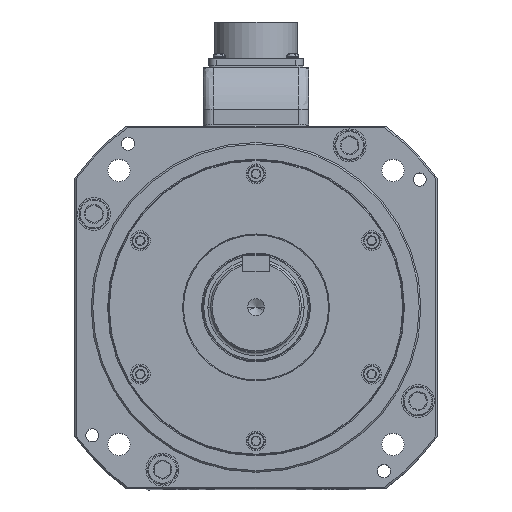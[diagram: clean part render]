
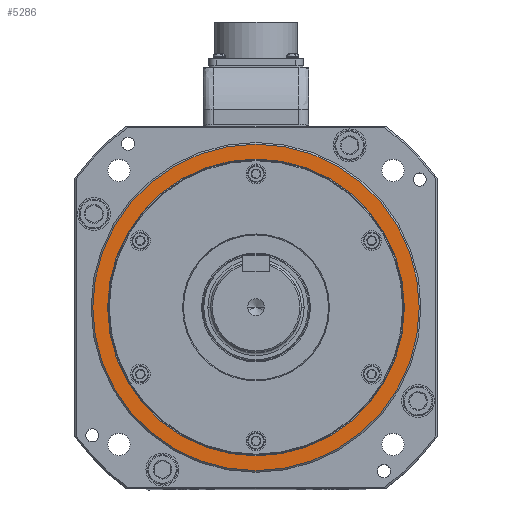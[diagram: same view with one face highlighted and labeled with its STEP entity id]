
A CAD part, top view. The second image highlights one B-rep face of the part: STEP entity #5286.
In plain terms, the highlighted planar face has unit normal (0, 0, 1).
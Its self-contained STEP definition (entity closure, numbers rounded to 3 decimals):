
#3184 = AXIS2_PLACEMENT_3D ( 'NONE', #87736, #87738, #87713 ) ;
#5286 = ADVANCED_FACE ( 'NONE', ( #87734, #87732 ), #87743, .T. ) ;
#7143 = DIRECTION ( 'NONE',  ( 0., 0., 1. ) ) ;
#7154 = DIRECTION ( 'NONE',  ( 1., 0., 0. ) ) ;
#7156 = CARTESIAN_POINT ( 'NONE',  ( 0., 0., 39. ) ) ;
#7322 = CARTESIAN_POINT ( 'NONE',  ( 0., 0., 39. ) ) ;
#7323 = DIRECTION ( 'NONE',  ( 1., 0., 0. ) ) ;
#7330 = DIRECTION ( 'NONE',  ( 0., 0., 1. ) ) ;
#20355 = EDGE_LOOP ( 'NONE', ( #50934, #50882 ) ) ;
#20386 = EDGE_LOOP ( 'NONE', ( #50894, #50913 ) ) ;
#20934 = EDGE_CURVE ( 'NONE', #50908, #50915, #47935, .T. ) ;
#20978 = EDGE_CURVE ( 'NONE', #51003, #50351, #47969, .T. ) ;
#26185 = CIRCLE ( 'NONE', #26217, 90. ) ;
#26217 = AXIS2_PLACEMENT_3D ( 'NONE', #7156, #7143, #7154 ) ;
#26379 = CIRCLE ( 'NONE', #26464, 99. ) ;
#26464 = AXIS2_PLACEMENT_3D ( 'NONE', #7322, #7330, #7323 ) ;
#26915 = EDGE_CURVE ( 'NONE', #50351, #51003, #26185, .T. ) ;
#26980 = EDGE_CURVE ( 'NONE', #50915, #50908, #26379, .T. ) ;
#47876 = AXIS2_PLACEMENT_3D ( 'NONE', #79833, #79897, #79856 ) ;
#47935 = CIRCLE ( 'NONE', #47876, 99. ) ;
#47969 = CIRCLE ( 'NONE', #47980, 90. ) ;
#47980 = AXIS2_PLACEMENT_3D ( 'NONE', #79999, #80060, #80042 ) ;
#50351 = VERTEX_POINT ( 'NONE', #62408 ) ;
#50882 = ORIENTED_EDGE ( 'NONE', *, *, #20978, .F. ) ;
#50894 = ORIENTED_EDGE ( 'NONE', *, *, #26980, .T. ) ;
#50908 = VERTEX_POINT ( 'NONE', #62912 ) ;
#50913 = ORIENTED_EDGE ( 'NONE', *, *, #20934, .T. ) ;
#50915 = VERTEX_POINT ( 'NONE', #62895 ) ;
#50934 = ORIENTED_EDGE ( 'NONE', *, *, #26915, .F. ) ;
#51003 = VERTEX_POINT ( 'NONE', #62950 ) ;
#62408 = CARTESIAN_POINT ( 'NONE',  ( 90., 0., 39. ) ) ;
#62895 = CARTESIAN_POINT ( 'NONE',  ( -99., 0., 39. ) ) ;
#62912 = CARTESIAN_POINT ( 'NONE',  ( 99., 0., 39. ) ) ;
#62950 = CARTESIAN_POINT ( 'NONE',  ( -90., 0., 39. ) ) ;
#79833 = CARTESIAN_POINT ( 'NONE',  ( 0., 0., 39. ) ) ;
#79856 = DIRECTION ( 'NONE',  ( 1., 0., 0. ) ) ;
#79897 = DIRECTION ( 'NONE',  ( 0., 0., 1. ) ) ;
#79999 = CARTESIAN_POINT ( 'NONE',  ( 0., 0., 39. ) ) ;
#80042 = DIRECTION ( 'NONE',  ( 1., 0., 0. ) ) ;
#80060 = DIRECTION ( 'NONE',  ( 0., 0., 1. ) ) ;
#87713 = DIRECTION ( 'NONE',  ( 1., 0., 0. ) ) ;
#87732 = FACE_BOUND ( 'NONE', #20355, .T. ) ;
#87734 = FACE_OUTER_BOUND ( 'NONE', #20386, .T. ) ;
#87736 = CARTESIAN_POINT ( 'NONE',  ( 0., 0., 39. ) ) ;
#87738 = DIRECTION ( 'NONE',  ( 0., 0., 1. ) ) ;
#87743 = PLANE ( 'NONE',  #3184 ) ;
